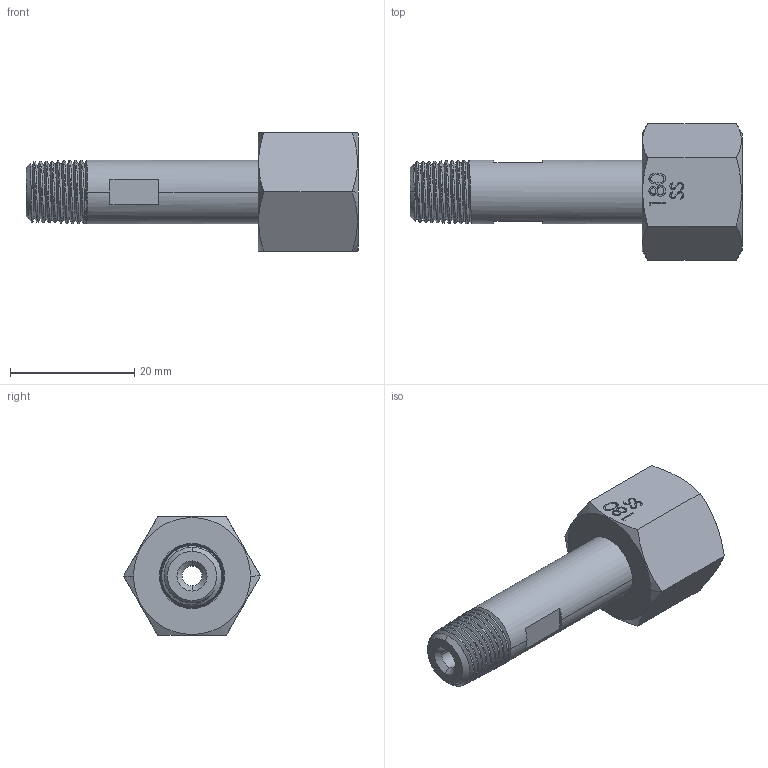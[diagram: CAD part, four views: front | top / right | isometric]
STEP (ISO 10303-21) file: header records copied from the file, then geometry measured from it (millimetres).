
FILE_DESCRIPTION (( 'STEP AP203' ), '1' );
FILE_NAME ('INL-180SS-2M-28F.STEP', '2024-11-13T20:33:01', ( '' ), ( '' ), 'SwSTEP 2.0', 'SolidWorks 2018', '' );
FILE_SCHEMA (( 'CONFIG_CONTROL_DESIGN' ));
Length unit declared in the file: inch
Products named in the file (4): PRT-000905; INL-180SS-2M-28F; PRT-000151; PRT-000088
Assembly tree (3 placements, depth 2):
  INL-180SS-2M-28F
    PRT-000088
    PRT-000905
    PRT-000151
Bounding box: 53.38 x 22 x 19.05 mm (x, y, z)
Volume: 5955.8 mm3; surface area: 5063.6 mm2
Topology: 3 solids, 3 shells, 113 faces, 496 edges, 401 vertices
Faces by surface type: cone 42, cylinder 30, plane 30, bspline 7, torus 4
Entity records: 14578 total; most frequent: CARTESIAN_POINT 10526, ORIENTED_EDGE 992, EDGE_CURVE 496, DIRECTION 477, VERTEX_POINT 401, B_SPLINE_CURVE_WITH_KNOTS 320, AXIS2_PLACEMENT_3D 189, EDGE_LOOP 131
